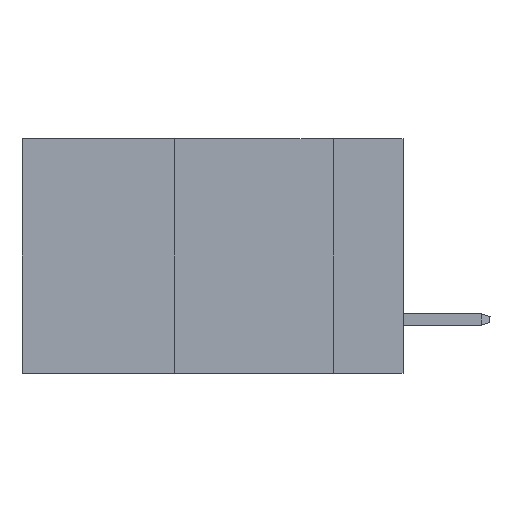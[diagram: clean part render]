
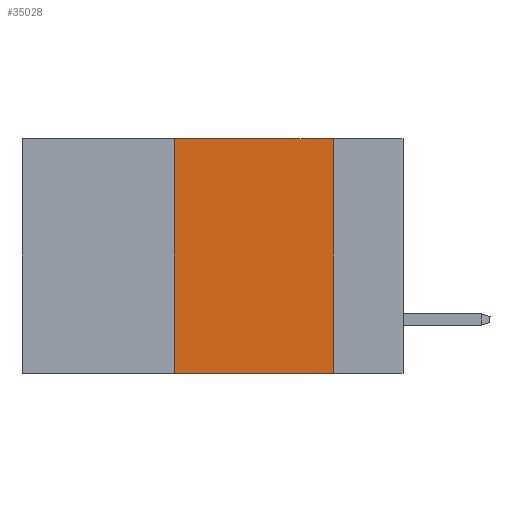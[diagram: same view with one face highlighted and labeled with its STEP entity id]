
A CAD part, left-side view. The second image highlights one B-rep face of the part: STEP entity #35028.
In plain terms, the highlighted planar face has unit normal (-1, 0, 0).
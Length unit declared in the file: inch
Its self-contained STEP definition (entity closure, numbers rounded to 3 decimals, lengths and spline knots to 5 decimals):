
#3526 = DIRECTION ( 'NONE',  ( 0., 0., -1. ) ) ;
#8675 = ORIENTED_EDGE ( 'NONE', *, *, #48031, .T. ) ;
#10273 = EDGE_CURVE ( 'NONE', #20568, #26002, #38516, .T. ) ;
#10343 = DIRECTION ( 'NONE',  ( 0., -1., 0. ) ) ;
#12542 = CARTESIAN_POINT ( 'NONE',  ( 0., 0.11, 0. ) ) ;
#12804 = CARTESIAN_POINT ( 'NONE',  ( 0., 0.36, -0.37 ) ) ;
#14810 = DIRECTION ( 'NONE',  ( 0., 0., 1. ) ) ;
#15737 = DIRECTION ( 'NONE',  ( 0., 0., -1. ) ) ;
#15950 = EDGE_CURVE ( 'NONE', #26002, #27431, #20403, .T. ) ;
#18037 = AXIS2_PLACEMENT_3D ( 'NONE', #22390, #30562, #3526 ) ;
#19275 = CARTESIAN_POINT ( 'NONE',  ( 0., 0.36, 0. ) ) ;
#19933 = ORIENTED_EDGE ( 'NONE', *, *, #10273, .F. ) ;
#20403 = LINE ( 'NONE', #35956, #28041 ) ;
#20568 = VERTEX_POINT ( 'NONE', #12804 ) ;
#22234 = VECTOR ( 'NONE', #15737, 39.37008 ) ;
#22390 = CARTESIAN_POINT ( 'NONE',  ( 0., 0.6, 0. ) ) ;
#22889 = CARTESIAN_POINT ( 'NONE',  ( 0., 0.11, 0. ) ) ;
#24147 = EDGE_LOOP ( 'NONE', ( #48359, #42675, #19933, #8675 ) ) ;
#26002 = VERTEX_POINT ( 'NONE', #19275 ) ;
#26462 = VERTEX_POINT ( 'NONE', #42930 ) ;
#27431 = VERTEX_POINT ( 'NONE', #12542 ) ;
#28041 = VECTOR ( 'NONE', #43844, 39.37008 ) ;
#29493 = CARTESIAN_POINT ( 'NONE',  ( 0., 0.6, -0.37 ) ) ;
#30562 = DIRECTION ( 'NONE',  ( 1., 0., 0. ) ) ;
#33261 = VECTOR ( 'NONE', #10343, 39.37008 ) ;
#34206 = CARTESIAN_POINT ( 'NONE',  ( 0., 0.36, 0. ) ) ;
#35028 = ADVANCED_FACE ( 'NONE', ( #46581 ), #38437, .F. ) ;
#35956 = CARTESIAN_POINT ( 'NONE',  ( 0., 0.6, 0. ) ) ;
#38437 = PLANE ( 'NONE',  #18037 ) ;
#38516 = LINE ( 'NONE', #34206, #41303 ) ;
#38866 = EDGE_CURVE ( 'NONE', #27431, #26462, #46576, .T. ) ;
#41303 = VECTOR ( 'NONE', #14810, 39.37008 ) ;
#42675 = ORIENTED_EDGE ( 'NONE', *, *, #15950, .F. ) ;
#42930 = CARTESIAN_POINT ( 'NONE',  ( 0., 0.11, -0.37 ) ) ;
#43844 = DIRECTION ( 'NONE',  ( 0., -1., 0. ) ) ;
#46576 = LINE ( 'NONE', #22889, #22234 ) ;
#46581 = FACE_OUTER_BOUND ( 'NONE', #24147, .T. ) ;
#48031 = EDGE_CURVE ( 'NONE', #20568, #26462, #49084, .T. ) ;
#48359 = ORIENTED_EDGE ( 'NONE', *, *, #38866, .F. ) ;
#49084 = LINE ( 'NONE', #29493, #33261 ) ;
